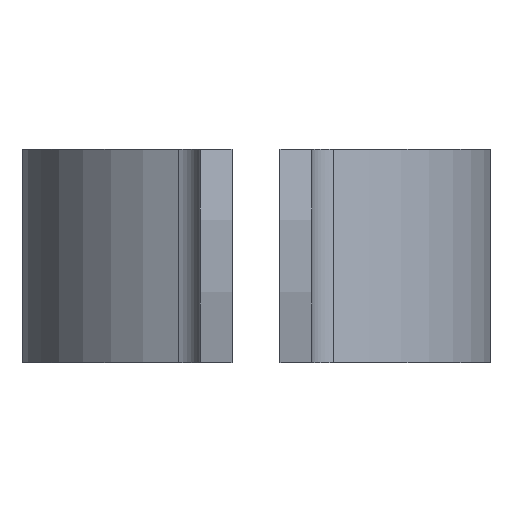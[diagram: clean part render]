
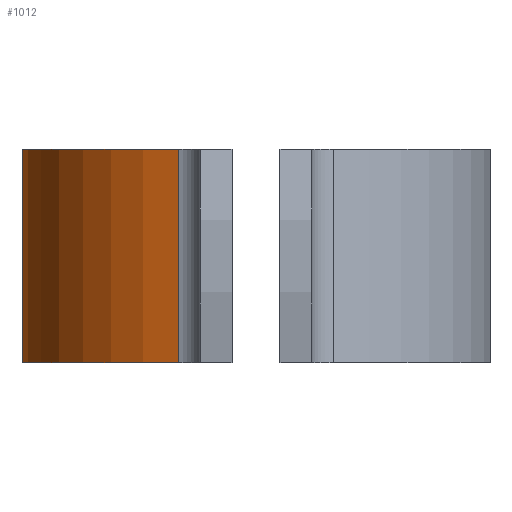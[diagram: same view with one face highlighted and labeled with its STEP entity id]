
A CAD part, left-side view. The second image highlights one B-rep face of the part: STEP entity #1012.
In plain terms, the highlighted cylindrical face has radius 44.05 mm (diameter 88.1 mm), a partial arc.
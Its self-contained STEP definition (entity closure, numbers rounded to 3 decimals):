
#34 = AXIS2_PLACEMENT_3D ( 'NONE', #402, #663, #672 ) ;
#49 = VECTOR ( 'NONE', #302, 1000. ) ;
#65 = AXIS2_PLACEMENT_3D ( 'NONE', #1182, #895, #429 ) ;
#196 = VERTEX_POINT ( 'NONE', #280 ) ;
#253 = VERTEX_POINT ( 'NONE', #784 ) ;
#280 = CARTESIAN_POINT ( 'NONE',  ( 41.587, 14.522, -40. ) ) ;
#302 = DIRECTION ( 'NONE',  ( 0., 0., 1. ) ) ;
#401 = AXIS2_PLACEMENT_3D ( 'NONE', #732, #549, #844 ) ;
#402 = CARTESIAN_POINT ( 'NONE',  ( 0., 0., 0. ) ) ;
#429 = DIRECTION ( 'NONE',  ( 1., 0., 0. ) ) ;
#452 = CIRCLE ( 'NONE', #401, 44.05 ) ;
#457 = EDGE_CURVE ( 'NONE', #253, #928, #640, .T. ) ;
#485 = ORIENTED_EDGE ( 'NONE', *, *, #457, .F. ) ;
#549 = DIRECTION ( 'NONE',  ( 0., 0., 1. ) ) ;
#625 = CYLINDRICAL_SURFACE ( 'NONE', #65, 44.05 ) ;
#640 = CIRCLE ( 'NONE', #34, 44.05 ) ;
#652 = EDGE_LOOP ( 'NONE', ( #485, #1032, #728, #877 ) ) ;
#662 = CARTESIAN_POINT ( 'NONE',  ( -41.587, 14.522, 0. ) ) ;
#663 = DIRECTION ( 'NONE',  ( 0., 0., 1. ) ) ;
#672 = DIRECTION ( 'NONE',  ( -1., 0., 0. ) ) ;
#728 = ORIENTED_EDGE ( 'NONE', *, *, #729, .T. ) ;
#729 = EDGE_CURVE ( 'NONE', #196, #841, #452, .T. ) ;
#732 = CARTESIAN_POINT ( 'NONE',  ( 0., 0., -40. ) ) ;
#784 = CARTESIAN_POINT ( 'NONE',  ( 41.587, 14.522, 0. ) ) ;
#841 = VERTEX_POINT ( 'NONE', #875 ) ;
#844 = DIRECTION ( 'NONE',  ( -1., 0., 0. ) ) ;
#858 = CARTESIAN_POINT ( 'NONE',  ( -41.587, 14.522, -40. ) ) ;
#875 = CARTESIAN_POINT ( 'NONE',  ( -41.587, 14.522, -40. ) ) ;
#877 = ORIENTED_EDGE ( 'NONE', *, *, #904, .T. ) ;
#895 = DIRECTION ( 'NONE',  ( 0., 0., 1. ) ) ;
#904 = EDGE_CURVE ( 'NONE', #841, #928, #1071, .T. ) ;
#928 = VERTEX_POINT ( 'NONE', #662 ) ;
#931 = EDGE_CURVE ( 'NONE', #196, #253, #948, .T. ) ;
#948 = LINE ( 'NONE', #1232, #1234 ) ;
#1012 = ADVANCED_FACE ( 'NONE', ( #1055 ), #625, .T. ) ;
#1032 = ORIENTED_EDGE ( 'NONE', *, *, #931, .F. ) ;
#1055 = FACE_OUTER_BOUND ( 'NONE', #652, .T. ) ;
#1071 = LINE ( 'NONE', #858, #49 ) ;
#1165 = DIRECTION ( 'NONE',  ( 0., 0., 1. ) ) ;
#1182 = CARTESIAN_POINT ( 'NONE',  ( 0., 0., -40. ) ) ;
#1232 = CARTESIAN_POINT ( 'NONE',  ( 41.587, 14.522, -40. ) ) ;
#1234 = VECTOR ( 'NONE', #1165, 1000. ) ;
